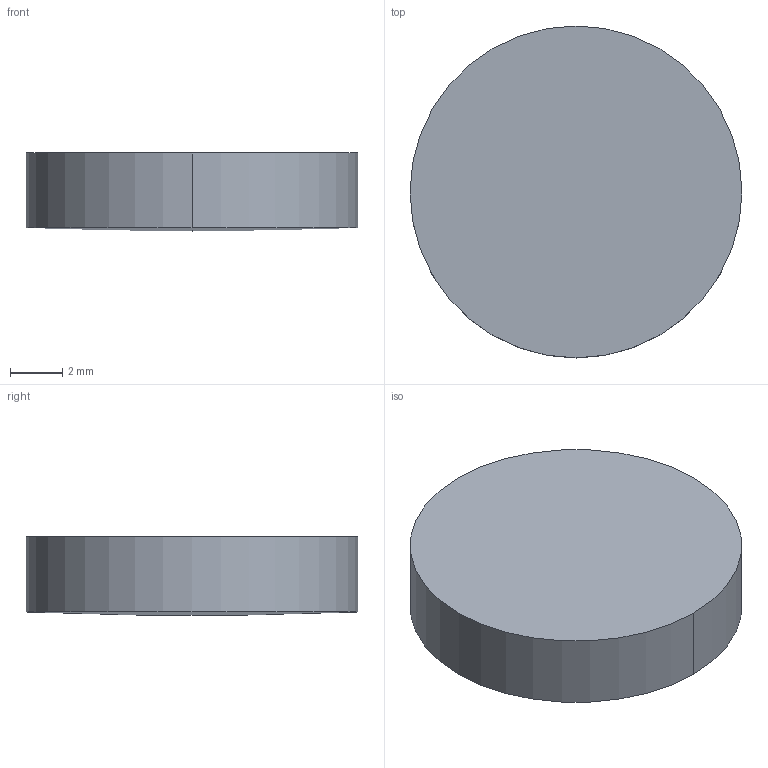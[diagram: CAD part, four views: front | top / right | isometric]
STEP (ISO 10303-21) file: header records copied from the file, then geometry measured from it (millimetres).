
FILE_DESCRIPTION (( 'STEP AP203' ), '1' );
FILE_NAME ('110-0126E BK7 pl-cx 12.7 F300.STEP', '2019-01-24T12:13:29', ( '' ), ( '' ), 'SwSTEP 2.0', 'SolidWorks 2017', '' );
FILE_SCHEMA (( 'CONFIG_CONTROL_DESIGN' ));
Length unit declared in the file: millimetre
Products named in the file (1): 110-0126E BK7 pl-cx 12.7 F300
Bounding box: 12.7 x 12.7 x 2.99 mm (x, y, z)
Volume: 371.8 mm3; surface area: 367.9 mm2
Topology: 1 solids, 1 shells, 5 faces, 7 edges, 4 vertices
Faces by surface type: bspline 2, cylinder 2, plane 1
Entity records: 209 total; most frequent: CARTESIAN_POINT 47, DIRECTION 20, ORIENTED_EDGE 14, AXIS2_PLACEMENT_3D 9, PERSON_AND_ORGANIZATION 8, EDGE_CURVE 7, DATE_AND_TIME 5, LOCAL_TIME 5
